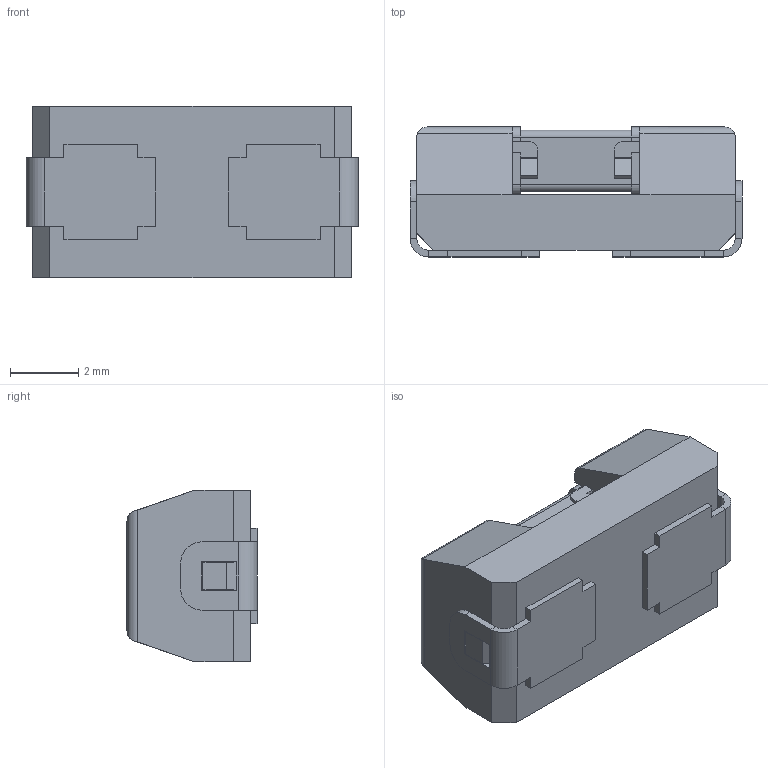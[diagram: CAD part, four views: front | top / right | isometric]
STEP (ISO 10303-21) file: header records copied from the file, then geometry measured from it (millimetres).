
FILE_DESCRIPTION (( 'STEP AP214' ), '1' );
FILE_NAME ('0154004.DR.STEP', '2019-03-05T20:08:28', ( '' ), ( '' ), 'SwSTEP 2.0', 'SolidWorks 2017', '' );
FILE_SCHEMA (( 'AUTOMOTIVE_DESIGN' ));
Length unit declared in the file: millimetre
Products named in the file (1): 0154004.DR
Bounding box: 9.73 x 3.81 x 5.03 mm (x, y, z)
Volume: 140.5 mm3; surface area: 349.8 mm2
Topology: 10 solids, 10 shells, 218 faces, 526 edges, 320 vertices
Faces by surface type: plane 164, cylinder 46, sphere 8
Entity records: 6261 total; most frequent: CARTESIAN_POINT 1081, ORIENTED_EDGE 1036, DIRECTION 1032, EDGE_CURVE 518, LINE 426, VECTOR 426, VERTEX_POINT 320, AXIS2_PLACEMENT_3D 303
